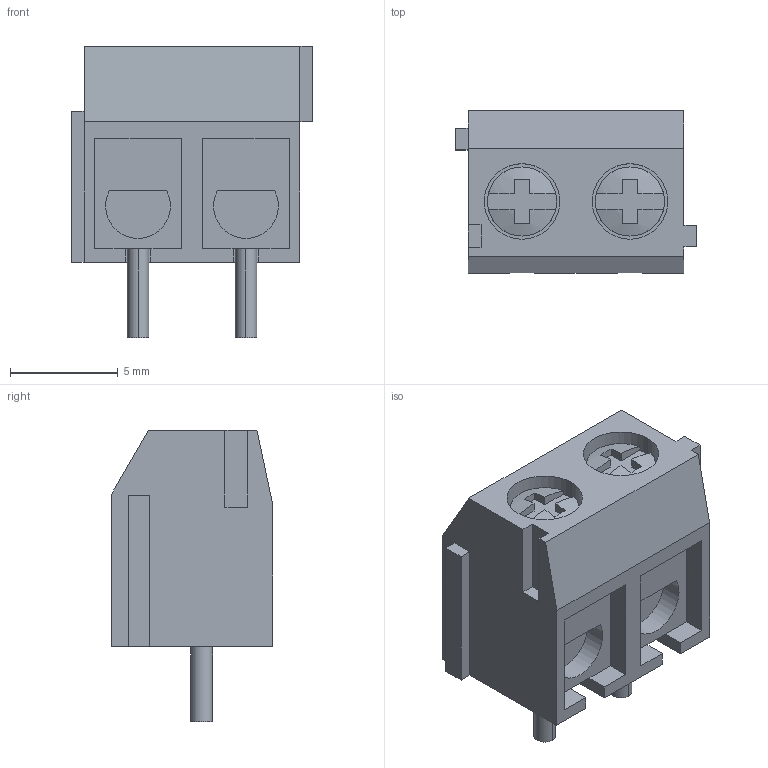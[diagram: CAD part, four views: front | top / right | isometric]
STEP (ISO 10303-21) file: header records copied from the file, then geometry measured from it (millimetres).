
FILE_DESCRIPTION(('FreeCAD Model'),'2;1');
FILE_NAME('C-1776244-2.step','2018-02-19T13:45:25',( 'kicad StepUp'),('ksu MCAD'),'Open CASCADE STEP processor 6.8', 'FreeCAD','Unknown');
FILE_SCHEMA(('AUTOMOTIVE_DESIGN_CC2 { 1 2 10303 214 -1 1 5 4 }'));
Length unit declared in the file: millimetre
Products named in the file (1): C-1776244-2
Bounding box: 11.16 x 7.5 x 13.5 mm (x, y, z)
Volume: 646.8 mm3; surface area: 622.4 mm2
Topology: 1 solids, 1 shells, 92 faces, 242 edges, 160 vertices
Faces by surface type: plane 74, cylinder 14, sphere 4
Entity records: 3487 total; most frequent: CARTESIAN_POINT 495, DIRECTION 484, ORIENTED_EDGE 484, EDGE_CURVE 242, LINE 186, VECTOR 186, VERTEX_POINT 160, AXIS2_PLACEMENT_3D 149
